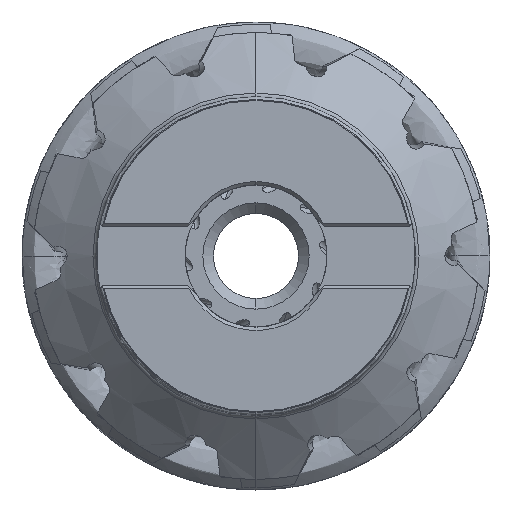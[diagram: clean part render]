
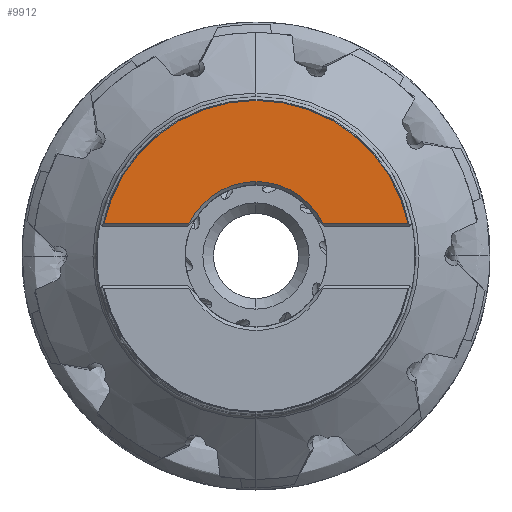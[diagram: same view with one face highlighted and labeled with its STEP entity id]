
A CAD part, left-side view. The second image highlights one B-rep face of the part: STEP entity #9912.
In plain terms, the highlighted planar face has unit normal (-1, 0, 0).
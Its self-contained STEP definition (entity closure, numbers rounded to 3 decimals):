
#1453 = CIRCLE ( 'NONE', #8033, 43.922 ) ;
#2076 = AXIS2_PLACEMENT_3D ( 'NONE', #17017, #20450, #10371 ) ;
#2215 = CARTESIAN_POINT ( 'NONE',  ( -62.1, 0., 0. ) ) ;
#2895 = CARTESIAN_POINT ( 'NONE',  ( -62.1, -18.93, 9.15 ) ) ;
#2985 = CARTESIAN_POINT ( 'NONE',  ( -62.1, 42.959, 9.15 ) ) ;
#3258 = CIRCLE ( 'NONE', #9041, 21.025 ) ;
#3439 = EDGE_CURVE ( 'NONE', #6063, #16519, #4423, .T. ) ;
#3446 = ORIENTED_EDGE ( 'NONE', *, *, #5107, .T. ) ;
#3551 = CARTESIAN_POINT ( 'NONE',  ( -62.1, 0., 0. ) ) ;
#3871 = DIRECTION ( 'NONE',  ( 0., 0., 1. ) ) ;
#4423 = CIRCLE ( 'NONE', #9093, 21.025 ) ;
#5107 = EDGE_CURVE ( 'NONE', #15570, #9397, #9630, .T. ) ;
#5143 = EDGE_CURVE ( 'NONE', #9783, #6063, #13557, .T. ) ;
#5153 = VECTOR ( 'NONE', #7811, 1000. ) ;
#5222 = DIRECTION ( 'NONE',  ( 0., 0., 1. ) ) ;
#6063 = VERTEX_POINT ( 'NONE', #14031 ) ;
#6137 = CARTESIAN_POINT ( 'NONE',  ( -62.1, -55., 9.15 ) ) ;
#7165 = EDGE_LOOP ( 'NONE', ( #3446, #12222, #17603, #9837, #20606 ) ) ;
#7811 = DIRECTION ( 'NONE',  ( 0., -1., 0. ) ) ;
#8033 = AXIS2_PLACEMENT_3D ( 'NONE', #3551, #15293, #5222 ) ;
#9041 = AXIS2_PLACEMENT_3D ( 'NONE', #20068, #9982, #21743 ) ;
#9084 = VECTOR ( 'NONE', #17935, 1000. ) ;
#9093 = AXIS2_PLACEMENT_3D ( 'NONE', #2215, #13913, #3871 ) ;
#9397 = VERTEX_POINT ( 'NONE', #18309 ) ;
#9630 = LINE ( 'NONE', #6137, #5153 ) ;
#9783 = VERTEX_POINT ( 'NONE', #2985 ) ;
#9837 = ORIENTED_EDGE ( 'NONE', *, *, #3439, .T. ) ;
#9912 = ADVANCED_FACE ( 'NONE', ( #13645 ), #11989, .T. ) ;
#9982 = DIRECTION ( 'NONE',  ( 1., 0., 0. ) ) ;
#10371 = DIRECTION ( 'NONE',  ( 0., 0., 1. ) ) ;
#11989 = PLANE ( 'NONE',  #2076 ) ;
#12222 = ORIENTED_EDGE ( 'NONE', *, *, #21305, .F. ) ;
#13557 = LINE ( 'NONE', #16261, #9084 ) ;
#13645 = FACE_OUTER_BOUND ( 'NONE', #7165, .T. ) ;
#13913 = DIRECTION ( 'NONE',  ( 1., 0., 0. ) ) ;
#14031 = CARTESIAN_POINT ( 'NONE',  ( -62.1, 18.93, 9.15 ) ) ;
#14479 = CARTESIAN_POINT ( 'NONE',  ( -62.1, 0., 21.025 ) ) ;
#15293 = DIRECTION ( 'NONE',  ( 1., 0., 0. ) ) ;
#15570 = VERTEX_POINT ( 'NONE', #2895 ) ;
#16261 = CARTESIAN_POINT ( 'NONE',  ( -62.1, -55., 9.15 ) ) ;
#16519 = VERTEX_POINT ( 'NONE', #14479 ) ;
#17017 = CARTESIAN_POINT ( 'NONE',  ( -62.1, 0., 0. ) ) ;
#17603 = ORIENTED_EDGE ( 'NONE', *, *, #5143, .T. ) ;
#17935 = DIRECTION ( 'NONE',  ( 0., -1., 0. ) ) ;
#18309 = CARTESIAN_POINT ( 'NONE',  ( -62.1, -42.959, 9.15 ) ) ;
#20068 = CARTESIAN_POINT ( 'NONE',  ( -62.1, 0., 0. ) ) ;
#20450 = DIRECTION ( 'NONE',  ( -1., 0., 0. ) ) ;
#20606 = ORIENTED_EDGE ( 'NONE', *, *, #21632, .T. ) ;
#21305 = EDGE_CURVE ( 'NONE', #9783, #9397, #1453, .T. ) ;
#21632 = EDGE_CURVE ( 'NONE', #16519, #15570, #3258, .T. ) ;
#21743 = DIRECTION ( 'NONE',  ( 0., 0., 1. ) ) ;
